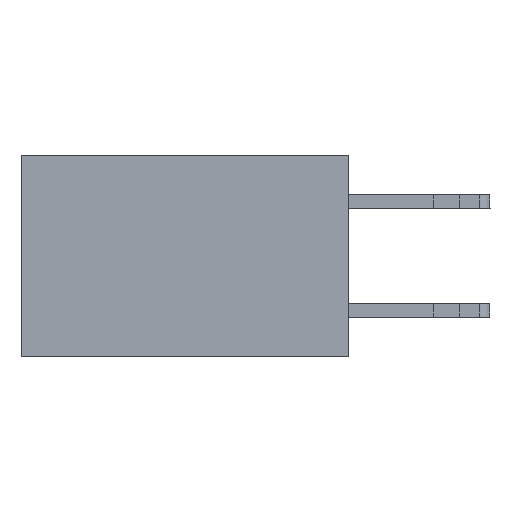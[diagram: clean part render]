
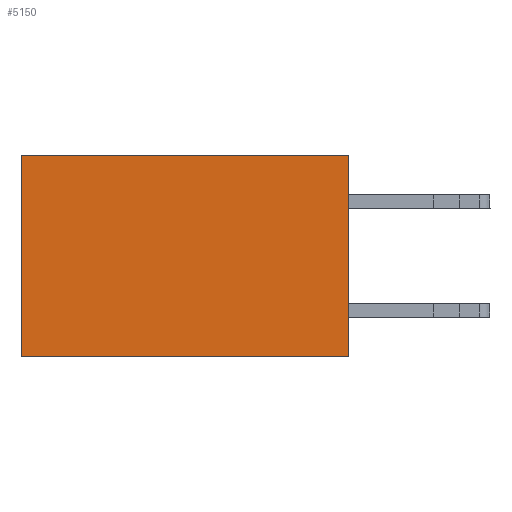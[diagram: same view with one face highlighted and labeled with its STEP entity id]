
A CAD part, left-side view. The second image highlights one B-rep face of the part: STEP entity #5150.
In plain terms, the highlighted planar face has unit normal (-1, 0, 0).
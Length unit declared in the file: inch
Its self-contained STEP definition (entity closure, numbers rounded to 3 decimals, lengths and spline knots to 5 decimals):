
#762 = DIRECTION ( 'NONE',  ( 0., 0., -1. ) ) ;
#2753 = CARTESIAN_POINT ( 'NONE',  ( 0.298, 0., 0. ) ) ;
#3651 = CARTESIAN_POINT ( 'NONE',  ( 0.298, 0., -0.37 ) ) ;
#3955 = VECTOR ( 'NONE', #18845, 39.37008 ) ;
#4217 = DIRECTION ( 'NONE',  ( 0., 1., 0. ) ) ;
#4398 = VERTEX_POINT ( 'NONE', #10104 ) ;
#4534 = ORIENTED_EDGE ( 'NONE', *, *, #6138, .F. ) ;
#4562 = DIRECTION ( 'NONE',  ( 1., 0., 0. ) ) ;
#4804 = CARTESIAN_POINT ( 'NONE',  ( 0.298, 0., 0. ) ) ;
#5150 = ADVANCED_FACE ( 'NONE', ( #19666 ), #7423, .F. ) ;
#5268 = CARTESIAN_POINT ( 'NONE',  ( 0.298, 0., 0. ) ) ;
#6135 = VECTOR ( 'NONE', #4217, 39.37008 ) ;
#6138 = EDGE_CURVE ( 'NONE', #7754, #12343, #8685, .T. ) ;
#6175 = CARTESIAN_POINT ( 'NONE',  ( 0.298, 0.6, -0.37 ) ) ;
#6529 = EDGE_CURVE ( 'NONE', #4398, #12343, #8663, .T. ) ;
#7423 = PLANE ( 'NONE',  #20271 ) ;
#7754 = VERTEX_POINT ( 'NONE', #7802 ) ;
#7802 = CARTESIAN_POINT ( 'NONE',  ( 0.298, 0., -0.37 ) ) ;
#8663 = LINE ( 'NONE', #15773, #17157 ) ;
#8685 = LINE ( 'NONE', #3651, #3955 ) ;
#10104 = CARTESIAN_POINT ( 'NONE',  ( 0.298, 0.6, 0. ) ) ;
#10403 = VECTOR ( 'NONE', #15966, 39.37008 ) ;
#11738 = ORIENTED_EDGE ( 'NONE', *, *, #16287, .T. ) ;
#12201 = CARTESIAN_POINT ( 'NONE',  ( 0.298, 0., 0. ) ) ;
#12329 = ORIENTED_EDGE ( 'NONE', *, *, #15853, .F. ) ;
#12343 = VERTEX_POINT ( 'NONE', #6175 ) ;
#14175 = LINE ( 'NONE', #4804, #10403 ) ;
#15773 = CARTESIAN_POINT ( 'NONE',  ( 0.298, 0.6, 0. ) ) ;
#15853 = EDGE_CURVE ( 'NONE', #18813, #7754, #14175, .T. ) ;
#15966 = DIRECTION ( 'NONE',  ( 0., 0., -1. ) ) ;
#16287 = EDGE_CURVE ( 'NONE', #18813, #4398, #19791, .T. ) ;
#17157 = VECTOR ( 'NONE', #18873, 39.37008 ) ;
#18813 = VERTEX_POINT ( 'NONE', #5268 ) ;
#18845 = DIRECTION ( 'NONE',  ( 0., 1., 0. ) ) ;
#18873 = DIRECTION ( 'NONE',  ( 0., 0., -1. ) ) ;
#19666 = FACE_OUTER_BOUND ( 'NONE', #20553, .T. ) ;
#19791 = LINE ( 'NONE', #12201, #6135 ) ;
#20247 = ORIENTED_EDGE ( 'NONE', *, *, #6529, .T. ) ;
#20271 = AXIS2_PLACEMENT_3D ( 'NONE', #2753, #4562, #762 ) ;
#20553 = EDGE_LOOP ( 'NONE', ( #20247, #4534, #12329, #11738 ) ) ;
